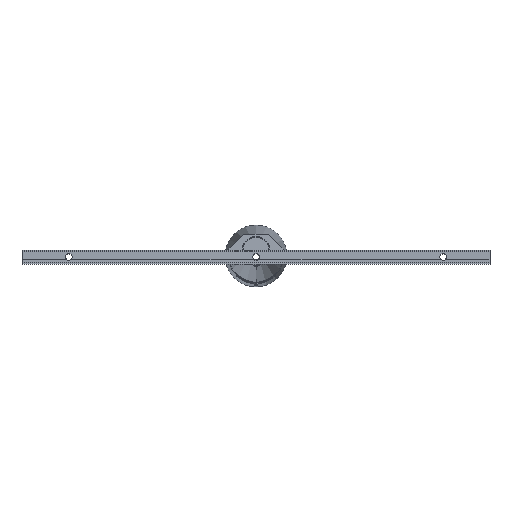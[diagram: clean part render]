
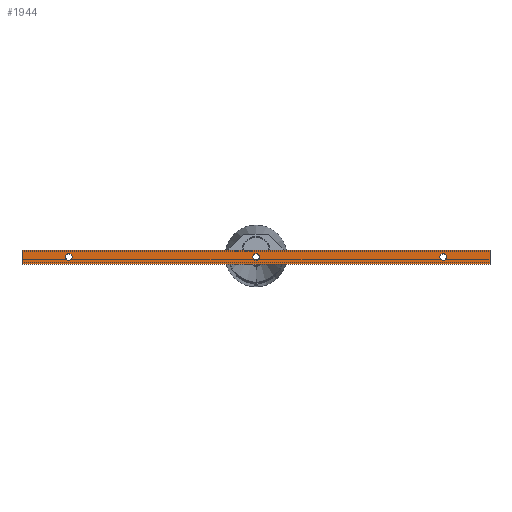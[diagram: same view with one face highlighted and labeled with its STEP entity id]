
A CAD part, top view. The second image highlights one B-rep face of the part: STEP entity #1944.
In plain terms, the highlighted face is planar.
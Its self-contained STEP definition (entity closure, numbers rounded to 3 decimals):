
#25 = EDGE_CURVE ( 'NONE', #79, #5493, #4994, .T. ) ;
#79 = VERTEX_POINT ( 'NONE', #6154 ) ;
#109 = ORIENTED_EDGE ( 'NONE', *, *, #3790, .T. ) ;
#118 = DIRECTION ( 'NONE',  ( 0., -1., 0. ) ) ;
#206 = DIRECTION ( 'NONE',  ( 0., 0., -1. ) ) ;
#233 = AXIS2_PLACEMENT_3D ( 'NONE', #1113, #1993, #9283 ) ;
#283 = DIRECTION ( 'NONE',  ( 1., 0., 0. ) ) ;
#330 = ORIENTED_EDGE ( 'NONE', *, *, #788, .F. ) ;
#348 = LINE ( 'NONE', #2109, #9054 ) ;
#375 = CARTESIAN_POINT ( 'NONE',  ( 45., 80., -750. ) ) ;
#424 = ORIENTED_EDGE ( 'NONE', *, *, #3897, .T. ) ;
#473 = VERTEX_POINT ( 'NONE', #5294 ) ;
#525 = DIRECTION ( 'NONE',  ( 0., 1., 0. ) ) ;
#757 = VERTEX_POINT ( 'NONE', #8351 ) ;
#788 = EDGE_CURVE ( 'NONE', #2851, #8298, #1988, .T. ) ;
#851 = ORIENTED_EDGE ( 'NONE', *, *, #2260, .T. ) ;
#1011 = CARTESIAN_POINT ( 'NONE',  ( 0., 80., -750. ) ) ;
#1113 = CARTESIAN_POINT ( 'NONE',  ( 22.5, 80., -600. ) ) ;
#1140 = CARTESIAN_POINT ( 'NONE',  ( 0., 80., 750. ) ) ;
#1199 = ORIENTED_EDGE ( 'NONE', *, *, #25, .F. ) ;
#1372 = DIRECTION ( 'NONE',  ( -1., 0., 0. ) ) ;
#1795 = DIRECTION ( 'NONE',  ( -1., 0., 0. ) ) ;
#1944 = ADVANCED_FACE ( 'NONE', ( #3739, #6926, #2172, #5347 ), #7378, .F. ) ;
#1988 = CIRCLE ( 'NONE', #7153, 11. ) ;
#1993 = DIRECTION ( 'NONE',  ( 0., 1., 0. ) ) ;
#2103 = DIRECTION ( 'NONE',  ( 0., -1., 0. ) ) ;
#2109 = CARTESIAN_POINT ( 'NONE',  ( 45., 80., 750. ) ) ;
#2171 = EDGE_CURVE ( 'NONE', #8298, #2851, #9254, .T. ) ;
#2172 = FACE_OUTER_BOUND ( 'NONE', #10106, .T. ) ;
#2260 = EDGE_CURVE ( 'NONE', #473, #7651, #7233, .T. ) ;
#2478 = VECTOR ( 'NONE', #206, 1000. ) ;
#2503 = ORIENTED_EDGE ( 'NONE', *, *, #3227, .F. ) ;
#2505 = DIRECTION ( 'NONE',  ( 0., 0., -1. ) ) ;
#2727 = AXIS2_PLACEMENT_3D ( 'NONE', #10286, #3092, #6276 ) ;
#2745 = DIRECTION ( 'NONE',  ( 0., 1., 0. ) ) ;
#2758 = LINE ( 'NONE', #1140, #2478 ) ;
#2851 = VERTEX_POINT ( 'NONE', #6802 ) ;
#3053 = CARTESIAN_POINT ( 'NONE',  ( 22.5, 80., -600. ) ) ;
#3092 = DIRECTION ( 'NONE',  ( 0., -1., 0. ) ) ;
#3106 = DIRECTION ( 'NONE',  ( 0., 1., 0. ) ) ;
#3227 = EDGE_CURVE ( 'NONE', #757, #8125, #2758, .T. ) ;
#3282 = LINE ( 'NONE', #5536, #6505 ) ;
#3485 = ORIENTED_EDGE ( 'NONE', *, *, #5236, .T. ) ;
#3739 = FACE_BOUND ( 'NONE', #8847, .T. ) ;
#3790 = EDGE_CURVE ( 'NONE', #9841, #8125, #8916, .T. ) ;
#3897 = EDGE_CURVE ( 'NONE', #7651, #473, #4987, .T. ) ;
#3899 = EDGE_LOOP ( 'NONE', ( #330, #8911 ) ) ;
#4177 = EDGE_LOOP ( 'NONE', ( #851, #424 ) ) ;
#4311 = EDGE_CURVE ( 'NONE', #5493, #79, #5154, .T. ) ;
#4490 = AXIS2_PLACEMENT_3D ( 'NONE', #7597, #2103, #8546 ) ;
#4497 = AXIS2_PLACEMENT_3D ( 'NONE', #5750, #525, #6596 ) ;
#4842 = ORIENTED_EDGE ( 'NONE', *, *, #5817, .F. ) ;
#4890 = CARTESIAN_POINT ( 'NONE',  ( 33.5, 80., 600. ) ) ;
#4987 = CIRCLE ( 'NONE', #4490, 11. ) ;
#4994 = CIRCLE ( 'NONE', #4497, 11. ) ;
#5040 = CARTESIAN_POINT ( 'NONE',  ( 11.5, 80., 0. ) ) ;
#5154 = CIRCLE ( 'NONE', #9543, 11. ) ;
#5236 = EDGE_CURVE ( 'NONE', #6285, #9841, #3282, .T. ) ;
#5294 = CARTESIAN_POINT ( 'NONE',  ( 11.5, 80., 600. ) ) ;
#5347 = FACE_BOUND ( 'NONE', #4177, .T. ) ;
#5493 = VERTEX_POINT ( 'NONE', #5040 ) ;
#5536 = CARTESIAN_POINT ( 'NONE',  ( 45., 80., 750. ) ) ;
#5750 = CARTESIAN_POINT ( 'NONE',  ( 22.5, 80., 0. ) ) ;
#5817 = EDGE_CURVE ( 'NONE', #6285, #757, #348, .T. ) ;
#6154 = CARTESIAN_POINT ( 'NONE',  ( 33.5, 80., 0. ) ) ;
#6276 = DIRECTION ( 'NONE',  ( 1., 0., 0. ) ) ;
#6285 = VERTEX_POINT ( 'NONE', #8658 ) ;
#6505 = VECTOR ( 'NONE', #2505, 1000. ) ;
#6519 = ORIENTED_EDGE ( 'NONE', *, *, #4311, .F. ) ;
#6596 = DIRECTION ( 'NONE',  ( -1., 0., 0. ) ) ;
#6643 = CARTESIAN_POINT ( 'NONE',  ( 45., 80., 750. ) ) ;
#6802 = CARTESIAN_POINT ( 'NONE',  ( 11.5, 80., -600. ) ) ;
#6926 = FACE_BOUND ( 'NONE', #3899, .T. ) ;
#7153 = AXIS2_PLACEMENT_3D ( 'NONE', #3053, #3106, #9511 ) ;
#7233 = CIRCLE ( 'NONE', #2727, 11. ) ;
#7378 = PLANE ( 'NONE',  #9437 ) ;
#7597 = CARTESIAN_POINT ( 'NONE',  ( 22.5, 80., 600. ) ) ;
#7651 = VERTEX_POINT ( 'NONE', #4890 ) ;
#8125 = VERTEX_POINT ( 'NONE', #1011 ) ;
#8131 = CARTESIAN_POINT ( 'NONE',  ( 45., 80., -750. ) ) ;
#8181 = DIRECTION ( 'NONE',  ( -1., 0., 0. ) ) ;
#8298 = VERTEX_POINT ( 'NONE', #10337 ) ;
#8351 = CARTESIAN_POINT ( 'NONE',  ( 0., 80., 750. ) ) ;
#8546 = DIRECTION ( 'NONE',  ( 1., 0., 0. ) ) ;
#8658 = CARTESIAN_POINT ( 'NONE',  ( 45., 80., 750. ) ) ;
#8847 = EDGE_LOOP ( 'NONE', ( #6519, #1199 ) ) ;
#8911 = ORIENTED_EDGE ( 'NONE', *, *, #2171, .F. ) ;
#8916 = LINE ( 'NONE', #8131, #9894 ) ;
#9054 = VECTOR ( 'NONE', #1372, 1000. ) ;
#9254 = CIRCLE ( 'NONE', #233, 11. ) ;
#9283 = DIRECTION ( 'NONE',  ( -1., 0., 0. ) ) ;
#9437 = AXIS2_PLACEMENT_3D ( 'NONE', #6643, #118, #283 ) ;
#9511 = DIRECTION ( 'NONE',  ( -1., 0., 0. ) ) ;
#9543 = AXIS2_PLACEMENT_3D ( 'NONE', #9780, #2745, #1795 ) ;
#9780 = CARTESIAN_POINT ( 'NONE',  ( 22.5, 80., 0. ) ) ;
#9841 = VERTEX_POINT ( 'NONE', #375 ) ;
#9894 = VECTOR ( 'NONE', #8181, 1000. ) ;
#10106 = EDGE_LOOP ( 'NONE', ( #109, #2503, #4842, #3485 ) ) ;
#10286 = CARTESIAN_POINT ( 'NONE',  ( 22.5, 80., 600. ) ) ;
#10337 = CARTESIAN_POINT ( 'NONE',  ( 33.5, 80., -600. ) ) ;
